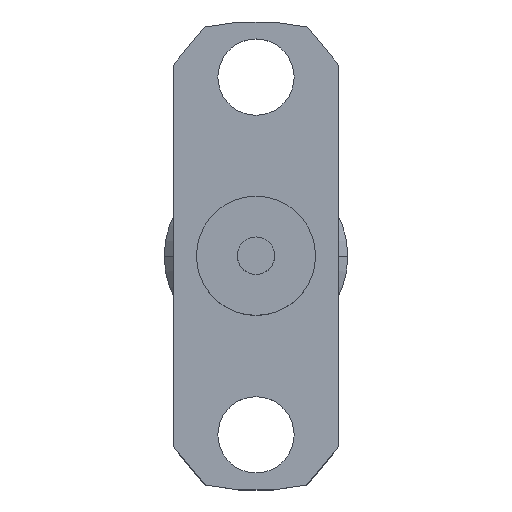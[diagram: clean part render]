
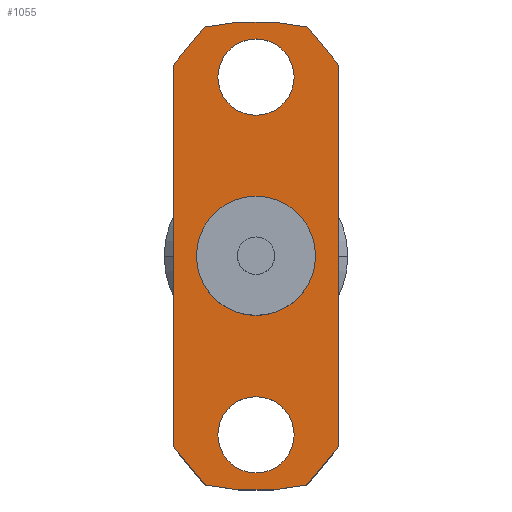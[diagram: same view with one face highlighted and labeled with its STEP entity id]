
A CAD part, top view. The second image highlights one B-rep face of the part: STEP entity #1055.
In plain terms, the highlighted planar face has unit normal (0, 0, 1).
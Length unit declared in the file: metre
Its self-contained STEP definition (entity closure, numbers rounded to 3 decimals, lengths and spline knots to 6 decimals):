
#2 = ORIENTED_EDGE ( 'NONE', *, *, #35, .F. ) ;
#11 = EDGE_LOOP ( 'NONE', ( #655, #1140 ) ) ;
#14 = VERTEX_POINT ( 'NONE', #694 ) ;
#16 = DIRECTION ( 'NONE',  ( 0., 0., -1. ) ) ;
#17 = AXIS2_PLACEMENT_3D ( 'NONE', #879, #349, #963 ) ;
#19 = DIRECTION ( 'NONE',  ( 0., 0., -1. ) ) ;
#21 = DIRECTION ( 'NONE',  ( 0.643, 0.766, 0. ) ) ;
#23 = CARTESIAN_POINT ( 'NONE',  ( 0.00203, 0., 0. ) ) ;
#35 = EDGE_CURVE ( 'NONE', #397, #974, #489, .T. ) ;
#36 = CARTESIAN_POINT ( 'NONE',  ( -0.001737, -0.007809, 0. ) ) ;
#38 = AXIS2_PLACEMENT_3D ( 'NONE', #887, #363, #977 ) ;
#39 = PLANE ( 'NONE',  #856 ) ;
#40 = DIRECTION ( 'NONE',  ( 0., 0., -1. ) ) ;
#43 = LINE ( 'NONE', #705, #472 ) ;
#53 = EDGE_CURVE ( 'NONE', #384, #957, #43, .T. ) ;
#87 = DIRECTION ( 'NONE',  ( 0.643, -0.766, 0. ) ) ;
#106 = CARTESIAN_POINT ( 'NONE',  ( 0.0013, 0.0061, 0. ) ) ;
#107 = EDGE_CURVE ( 'NONE', #461, #384, #664, .T. ) ;
#113 = CARTESIAN_POINT ( 'NONE',  ( -0.0013, -0.0061, 0. ) ) ;
#119 = VERTEX_POINT ( 'NONE', #23 ) ;
#123 = CARTESIAN_POINT ( 'NONE',  ( 0.002825, -0.006512, 0. ) ) ;
#125 = DIRECTION ( 'NONE',  ( -0.643, -0.766, 0. ) ) ;
#152 = EDGE_CURVE ( 'NONE', #14, #996, #860, .T. ) ;
#154 = AXIS2_PLACEMENT_3D ( 'NONE', #708, #190, #796 ) ;
#161 = EDGE_CURVE ( 'NONE', #397, #1033, #412, .T. ) ;
#163 = VECTOR ( 'NONE', #125, 1. ) ;
#180 = CIRCLE ( 'NONE', #586, 0.0013 ) ;
#190 = DIRECTION ( 'NONE',  ( 0., 0., 1. ) ) ;
#191 = VECTOR ( 'NONE', #87, 1. ) ;
#210 = LINE ( 'NONE', #686, #191 ) ;
#213 = VECTOR ( 'NONE', #21, 1. ) ;
#214 = ORIENTED_EDGE ( 'NONE', *, *, #1034, .F. ) ;
#221 = DIRECTION ( 'NONE',  ( 0., 0., 1. ) ) ;
#239 = VECTOR ( 'NONE', #712, 1. ) ;
#256 = CARTESIAN_POINT ( 'NONE',  ( 0.001737, -0.007809, 0. ) ) ;
#286 = CARTESIAN_POINT ( 'NONE',  ( -0.0013, 0.0061, 0. ) ) ;
#290 = CARTESIAN_POINT ( 'NONE',  ( -0.001737, 0.007809, 0. ) ) ;
#326 = FACE_BOUND ( 'NONE', #1129, .T. ) ;
#346 = CARTESIAN_POINT ( 'NONE',  ( 0., 0., 0. ) ) ;
#349 = DIRECTION ( 'NONE',  ( 0., 0., 1. ) ) ;
#363 = DIRECTION ( 'NONE',  ( 0., 0., -1. ) ) ;
#374 = CARTESIAN_POINT ( 'NONE',  ( 0., 0., 0. ) ) ;
#377 = CARTESIAN_POINT ( 'NONE',  ( -0.001737, 0.007809, 0. ) ) ;
#384 = VERTEX_POINT ( 'NONE', #36 ) ;
#397 = VERTEX_POINT ( 'NONE', #290 ) ;
#398 = ORIENTED_EDGE ( 'NONE', *, *, #161, .T. ) ;
#402 = AXIS2_PLACEMENT_3D ( 'NONE', #346, #958, #422 ) ;
#412 = LINE ( 'NONE', #377, #163 ) ;
#422 = DIRECTION ( 'NONE',  ( -1., 0., 0. ) ) ;
#432 = CARTESIAN_POINT ( 'NONE',  ( 0.0013, -0.0061, 0. ) ) ;
#449 = DIRECTION ( 'NONE',  ( -1., 0., 0. ) ) ;
#459 = LINE ( 'NONE', #1070, #239 ) ;
#461 = VERTEX_POINT ( 'NONE', #256 ) ;
#465 = CARTESIAN_POINT ( 'NONE',  ( -0.002825, 0.006512, 0. ) ) ;
#466 = AXIS2_PLACEMENT_3D ( 'NONE', #528, #16, #609 ) ;
#472 = VECTOR ( 'NONE', #710, 1. ) ;
#488 = AXIS2_PLACEMENT_3D ( 'NONE', #728, #221, #821 ) ;
#489 = CIRCLE ( 'NONE', #466, 0.008 ) ;
#502 = CIRCLE ( 'NONE', #154, 0.0013 ) ;
#513 = CARTESIAN_POINT ( 'NONE',  ( -0.00203, 0., 0. ) ) ;
#524 = EDGE_CURVE ( 'NONE', #632, #652, #771, .T. ) ;
#528 = CARTESIAN_POINT ( 'NONE',  ( 0., 0., 0. ) ) ;
#530 = EDGE_CURVE ( 'NONE', #974, #14, #210, .T. ) ;
#531 = CARTESIAN_POINT ( 'NONE',  ( 0., -0.0061, 0. ) ) ;
#547 = VERTEX_POINT ( 'NONE', #513 ) ;
#562 = VERTEX_POINT ( 'NONE', #432 ) ;
#569 = AXIS2_PLACEMENT_3D ( 'NONE', #374, #987, #449 ) ;
#572 = ORIENTED_EDGE ( 'NONE', *, *, #107, .F. ) ;
#586 = AXIS2_PLACEMENT_3D ( 'NONE', #531, #19, #616 ) ;
#609 = DIRECTION ( 'NONE',  ( -1., 0., 0. ) ) ;
#610 = VECTOR ( 'NONE', #1086, 1. ) ;
#613 = CIRCLE ( 'NONE', #402, 0.00203 ) ;
#616 = DIRECTION ( 'NONE',  ( 1., 0., 0. ) ) ;
#618 = CARTESIAN_POINT ( 'NONE',  ( 0.001737, -0.007809, 0. ) ) ;
#620 = CARTESIAN_POINT ( 'NONE',  ( 0.002825, 0., 0. ) ) ;
#632 = VERTEX_POINT ( 'NONE', #106 ) ;
#636 = DIRECTION ( 'NONE',  ( -1., 0., 0. ) ) ;
#647 = EDGE_CURVE ( 'NONE', #993, #562, #180, .T. ) ;
#652 = VERTEX_POINT ( 'NONE', #286 ) ;
#655 = ORIENTED_EDGE ( 'NONE', *, *, #524, .F. ) ;
#664 = CIRCLE ( 'NONE', #569, 0.008 ) ;
#686 = CARTESIAN_POINT ( 'NONE',  ( 0.001737, 0.007809, 0. ) ) ;
#694 = CARTESIAN_POINT ( 'NONE',  ( 0.002825, 0.006512, 0. ) ) ;
#705 = CARTESIAN_POINT ( 'NONE',  ( -0.001737, -0.007809, 0. ) ) ;
#706 = ORIENTED_EDGE ( 'NONE', *, *, #530, .F. ) ;
#708 = CARTESIAN_POINT ( 'NONE',  ( 0., 0.0061, 0. ) ) ;
#710 = DIRECTION ( 'NONE',  ( -0.643, 0.766, 0. ) ) ;
#712 = DIRECTION ( 'NONE',  ( 0., 1., 0. ) ) ;
#721 = CIRCLE ( 'NONE', #38, 0.0013 ) ;
#728 = CARTESIAN_POINT ( 'NONE',  ( 0., 0., 0. ) ) ;
#744 = LINE ( 'NONE', #618, #213 ) ;
#751 = ORIENTED_EDGE ( 'NONE', *, *, #53, .F. ) ;
#761 = EDGE_CURVE ( 'NONE', #119, #547, #613, .T. ) ;
#771 = CIRCLE ( 'NONE', #17, 0.0013 ) ;
#784 = FACE_OUTER_BOUND ( 'NONE', #823, .T. ) ;
#796 = DIRECTION ( 'NONE',  ( 1., 0., 0. ) ) ;
#807 = CARTESIAN_POINT ( 'NONE',  ( -0.002825, -0.006512, 0. ) ) ;
#820 = ORIENTED_EDGE ( 'NONE', *, *, #944, .T. ) ;
#821 = DIRECTION ( 'NONE',  ( -1., 0., 0. ) ) ;
#822 = CIRCLE ( 'NONE', #488, 0.00203 ) ;
#823 = EDGE_LOOP ( 'NONE', ( #572, #820, #1008, #706, #2, #398, #865, #751 ) ) ;
#841 = EDGE_CURVE ( 'NONE', #562, #993, #721, .T. ) ;
#855 = EDGE_CURVE ( 'NONE', #652, #632, #502, .T. ) ;
#856 = AXIS2_PLACEMENT_3D ( 'NONE', #913, #40, #636 ) ;
#860 = LINE ( 'NONE', #620, #610 ) ;
#865 = ORIENTED_EDGE ( 'NONE', *, *, #898, .F. ) ;
#879 = CARTESIAN_POINT ( 'NONE',  ( 0., 0.0061, 0. ) ) ;
#887 = CARTESIAN_POINT ( 'NONE',  ( 0., -0.0061, 0. ) ) ;
#898 = EDGE_CURVE ( 'NONE', #957, #1033, #459, .T. ) ;
#913 = CARTESIAN_POINT ( 'NONE',  ( 0., 0., 0. ) ) ;
#944 = EDGE_CURVE ( 'NONE', #461, #996, #744, .T. ) ;
#957 = VERTEX_POINT ( 'NONE', #807 ) ;
#958 = DIRECTION ( 'NONE',  ( 0., 0., 1. ) ) ;
#959 = EDGE_LOOP ( 'NONE', ( #214, #1011 ) ) ;
#963 = DIRECTION ( 'NONE',  ( 1., 0., 0. ) ) ;
#974 = VERTEX_POINT ( 'NONE', #1083 ) ;
#977 = DIRECTION ( 'NONE',  ( 1., 0., 0. ) ) ;
#987 = DIRECTION ( 'NONE',  ( 0., 0., -1. ) ) ;
#993 = VERTEX_POINT ( 'NONE', #113 ) ;
#994 = ORIENTED_EDGE ( 'NONE', *, *, #841, .T. ) ;
#996 = VERTEX_POINT ( 'NONE', #123 ) ;
#1008 = ORIENTED_EDGE ( 'NONE', *, *, #152, .F. ) ;
#1011 = ORIENTED_EDGE ( 'NONE', *, *, #761, .F. ) ;
#1032 = FACE_BOUND ( 'NONE', #11, .T. ) ;
#1033 = VERTEX_POINT ( 'NONE', #465 ) ;
#1034 = EDGE_CURVE ( 'NONE', #547, #119, #822, .T. ) ;
#1055 = ADVANCED_FACE ( 'NONE', ( #1059, #1032, #326, #784 ), #39, .F. ) ;
#1059 = FACE_BOUND ( 'NONE', #959, .T. ) ;
#1070 = CARTESIAN_POINT ( 'NONE',  ( -0.002825, 0., 0. ) ) ;
#1083 = CARTESIAN_POINT ( 'NONE',  ( 0.001737, 0.007809, 0. ) ) ;
#1086 = DIRECTION ( 'NONE',  ( 0., -1., 0. ) ) ;
#1093 = ORIENTED_EDGE ( 'NONE', *, *, #647, .T. ) ;
#1129 = EDGE_LOOP ( 'NONE', ( #994, #1093 ) ) ;
#1140 = ORIENTED_EDGE ( 'NONE', *, *, #855, .F. ) ;
